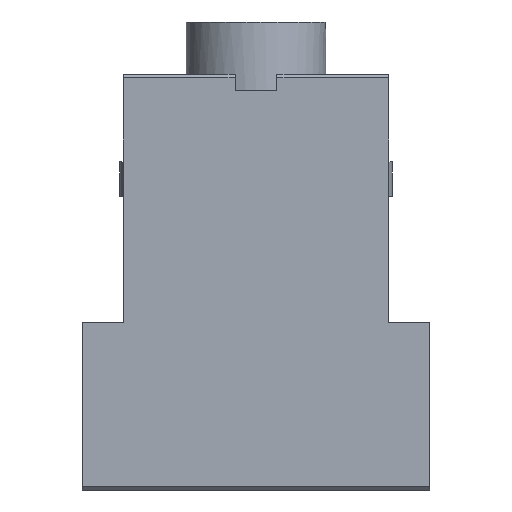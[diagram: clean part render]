
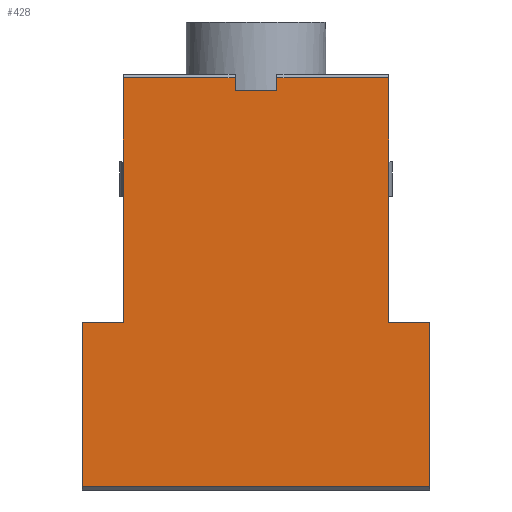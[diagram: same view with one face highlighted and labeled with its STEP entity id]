
A CAD part, left-side view. The second image highlights one B-rep face of the part: STEP entity #428.
In plain terms, the highlighted planar face has unit normal (-1, 0, 0).
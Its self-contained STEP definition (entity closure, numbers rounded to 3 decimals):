
#56=FACE_OUTER_BOUND('',#601,.T.);
#123=LINE('',#2078,#275);
#124=LINE('',#2081,#276);
#125=LINE('',#2083,#277);
#126=LINE('',#2085,#278);
#127=LINE('',#2087,#279);
#128=LINE('',#2089,#280);
#129=LINE('',#2091,#281);
#130=LINE('',#2093,#282);
#131=LINE('',#2095,#283);
#132=LINE('',#2097,#284);
#133=LINE('',#2099,#285);
#134=LINE('',#2101,#286);
#275=VECTOR('',#1666,1.);
#276=VECTOR('',#1667,1.);
#277=VECTOR('',#1668,1.);
#278=VECTOR('',#1669,1.);
#279=VECTOR('',#1670,1.);
#280=VECTOR('',#1671,1.);
#281=VECTOR('',#1672,1.);
#282=VECTOR('',#1673,1.);
#283=VECTOR('',#1674,1.);
#284=VECTOR('',#1675,1.);
#285=VECTOR('',#1676,1.);
#286=VECTOR('',#1677,1.);
#428=ADVANCED_FACE('',(#56),#509,.T.);
#509=PLANE('',#1522);
#601=EDGE_LOOP('',(#702,#703,#704,#705,#706,#707,#708,#709,#710,#711,#712,
#713));
#702=ORIENTED_EDGE('',*,*,#1235,.F.);
#703=ORIENTED_EDGE('',*,*,#1236,.F.);
#704=ORIENTED_EDGE('',*,*,#1237,.T.);
#705=ORIENTED_EDGE('',*,*,#1238,.T.);
#706=ORIENTED_EDGE('',*,*,#1239,.F.);
#707=ORIENTED_EDGE('',*,*,#1240,.F.);
#708=ORIENTED_EDGE('',*,*,#1241,.F.);
#709=ORIENTED_EDGE('',*,*,#1242,.F.);
#710=ORIENTED_EDGE('',*,*,#1243,.T.);
#711=ORIENTED_EDGE('',*,*,#1244,.F.);
#712=ORIENTED_EDGE('',*,*,#1245,.F.);
#713=ORIENTED_EDGE('',*,*,#1246,.T.);
#1100=VERTEX_POINT('',#2079);
#1101=VERTEX_POINT('',#2080);
#1102=VERTEX_POINT('',#2082);
#1103=VERTEX_POINT('',#2084);
#1104=VERTEX_POINT('',#2086);
#1105=VERTEX_POINT('',#2088);
#1106=VERTEX_POINT('',#2090);
#1107=VERTEX_POINT('',#2092);
#1108=VERTEX_POINT('',#2094);
#1109=VERTEX_POINT('',#2096);
#1110=VERTEX_POINT('',#2098);
#1111=VERTEX_POINT('',#2100);
#1235=EDGE_CURVE('',#1100,#1101,#123,.T.);
#1236=EDGE_CURVE('',#1102,#1100,#124,.T.);
#1237=EDGE_CURVE('',#1102,#1103,#125,.T.);
#1238=EDGE_CURVE('',#1103,#1104,#126,.T.);
#1239=EDGE_CURVE('',#1105,#1104,#127,.T.);
#1240=EDGE_CURVE('',#1106,#1105,#128,.T.);
#1241=EDGE_CURVE('',#1107,#1106,#129,.T.);
#1242=EDGE_CURVE('',#1108,#1107,#130,.T.);
#1243=EDGE_CURVE('',#1108,#1109,#131,.T.);
#1244=EDGE_CURVE('',#1110,#1109,#132,.T.);
#1245=EDGE_CURVE('',#1111,#1110,#133,.T.);
#1246=EDGE_CURVE('',#1111,#1101,#134,.T.);
#1522=AXIS2_PLACEMENT_3D('',#2102,#1678,#1679);
#1666=DIRECTION('',(0.,0.,1.));
#1667=DIRECTION('',(0.,-1.,0.));
#1668=DIRECTION('',(0.,0.,1.));
#1669=DIRECTION('',(0.,1.,0.));
#1670=DIRECTION('',(0.,0.,1.));
#1671=DIRECTION('',(0.,-1.,0.));
#1672=DIRECTION('',(0.,0.,1.));
#1673=DIRECTION('',(0.,1.,0.));
#1674=DIRECTION('',(0.,0.,1.));
#1675=DIRECTION('',(0.,-1.,0.));
#1676=DIRECTION('',(0.,0.,-1.));
#1677=DIRECTION('',(0.,1.,0.));
#1678=DIRECTION('',(-1.,0.,0.));
#1679=DIRECTION('',(0.,0.,1.));
#2078=CARTESIAN_POINT('',(-50.,-6.,-4.5));
#2079=CARTESIAN_POINT('',(-50.,-6.,-4.5));
#2080=CARTESIAN_POINT('',(-50.,-6.,-1.));
#2081=CARTESIAN_POINT('',(-50.,6.,-4.5));
#2082=CARTESIAN_POINT('',(-50.,6.,-4.5));
#2083=CARTESIAN_POINT('',(-50.,6.,-4.5));
#2084=CARTESIAN_POINT('',(-50.,6.,-1.));
#2085=CARTESIAN_POINT('',(-50.,-49.8,-1.));
#2086=CARTESIAN_POINT('',(-50.,38.,-1.));
#2087=CARTESIAN_POINT('',(-50.,38.,-1.));
#2088=CARTESIAN_POINT('',(-50.,38.,-71.));
#2089=CARTESIAN_POINT('',(-50.,-49.8,-71.));
#2090=CARTESIAN_POINT('',(-50.,49.8,-71.));
#2091=CARTESIAN_POINT('',(-50.,49.8,-1.));
#2092=CARTESIAN_POINT('',(-50.,49.8,-118.));
#2093=CARTESIAN_POINT('',(-50.,-49.8,-118.));
#2094=CARTESIAN_POINT('',(-50.,-49.8,-118.));
#2095=CARTESIAN_POINT('',(-50.,-49.8,-1.));
#2096=CARTESIAN_POINT('',(-50.,-49.8,-71.));
#2097=CARTESIAN_POINT('',(-50.,-49.8,-71.));
#2098=CARTESIAN_POINT('',(-50.,-38.,-71.));
#2099=CARTESIAN_POINT('',(-50.,-38.,-1.));
#2100=CARTESIAN_POINT('',(-50.,-38.,-1.));
#2101=CARTESIAN_POINT('',(-50.,-49.8,-1.));
#2102=CARTESIAN_POINT('',(-50.,-49.8,-1.));
